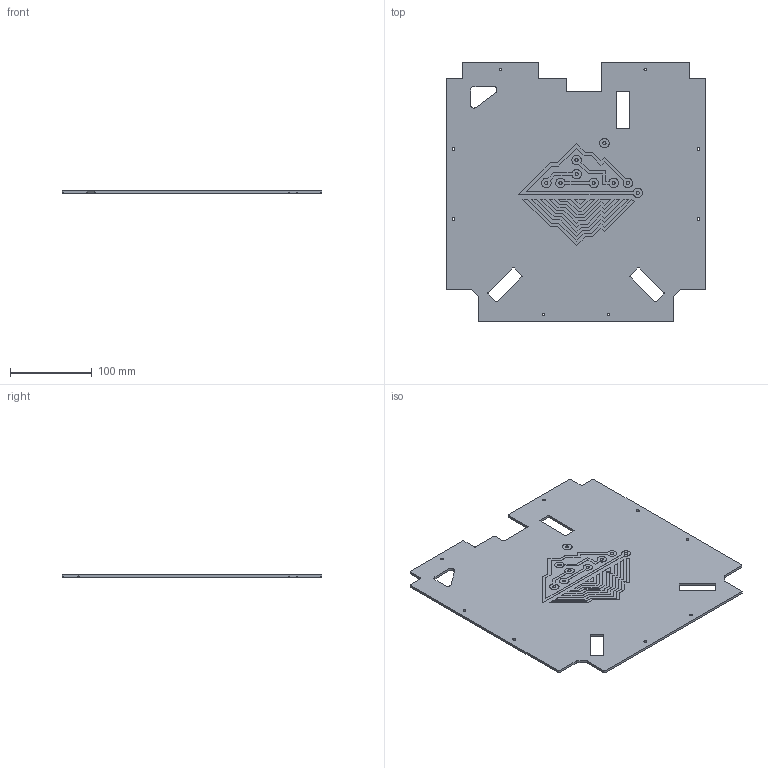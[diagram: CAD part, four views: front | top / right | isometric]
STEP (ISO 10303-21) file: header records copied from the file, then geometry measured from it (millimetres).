
FILE_DESCRIPTION(('STEP AP214'),'1');
FILE_NAME('_0.2_logo.stp','2024-08-07T12:17:48',(' '),(' '),'Spatial InterOp 3D',' ',' ');
FILE_SCHEMA(('AUTOMOTIVE_DESIGN { 1 0 10303 214 1 1 1 1 }'));
Length unit declared in the file: metre
Products named in the file (3): Пол_0.2_logo; Panel; Logo
Assembly tree (2 placements, depth 2):
  Пол_0.2_logo
    Panel
    Logo
Bounding box: 318 x 318 x 3 mm (x, y, z)
Volume: 276921 mm3; surface area: 202811.6 mm2
Topology: 12 solids, 12 shells, 471 faces, 1283 edges, 856 vertices
Faces by surface type: plane 315, cylinder 156
Entity records: 15093 total; most frequent: CARTESIAN_POINT 2613, ORIENTED_EDGE 2566, DIRECTION 2545, EDGE_CURVE 1283, LINE 969, VECTOR 969, VERTEX_POINT 856, AXIS2_PLACEMENT_3D 788
